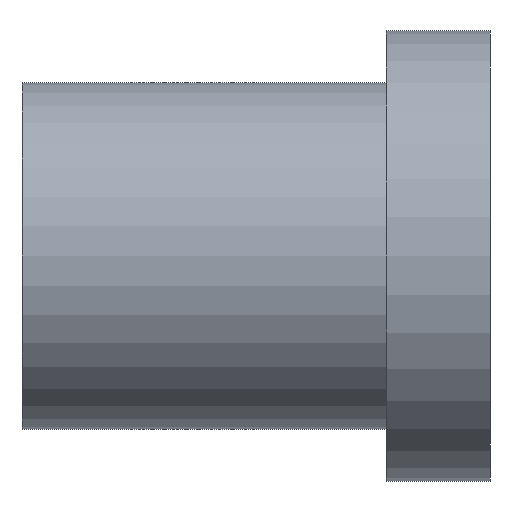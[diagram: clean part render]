
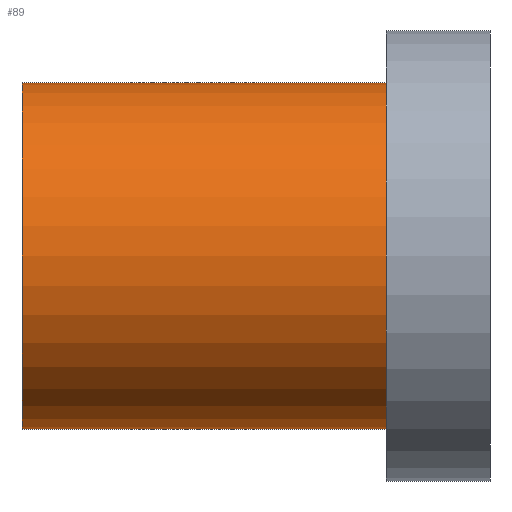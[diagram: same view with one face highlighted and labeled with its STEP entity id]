
A CAD part, front view. The second image highlights one B-rep face of the part: STEP entity #89.
In plain terms, the highlighted cylindrical face has radius 5 mm (diameter 10 mm), a full revolution.
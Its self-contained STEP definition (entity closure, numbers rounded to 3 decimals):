
#16=LINE('',#171,#18);
#18=VECTOR('',#146,5.);
#20=CYLINDRICAL_SURFACE('',#116,5.);
#32=FACE_OUTER_BOUND('',#41,.T.);
#41=EDGE_LOOP('',(#78,#79,#80,#81));
#47=CIRCLE('',#112,5.);
#49=CIRCLE('',#117,5.);
#53=VERTEX_POINT('',#162);
#55=VERTEX_POINT('',#170);
#60=EDGE_CURVE('',#53,#53,#47,.T.);
#63=EDGE_CURVE('',#53,#55,#16,.T.);
#64=EDGE_CURVE('',#55,#55,#49,.T.);
#78=ORIENTED_EDGE('',*,*,#60,.F.);
#79=ORIENTED_EDGE('',*,*,#63,.T.);
#80=ORIENTED_EDGE('',*,*,#64,.T.);
#81=ORIENTED_EDGE('',*,*,#63,.F.);
#89=ADVANCED_FACE('',(#32),#20,.T.);
#112=AXIS2_PLACEMENT_3D('',#163,#135,#136);
#116=AXIS2_PLACEMENT_3D('',#169,#144,#145);
#117=AXIS2_PLACEMENT_3D('',#172,#147,#148);
#135=DIRECTION('center_axis',(1.,0.,0.));
#136=DIRECTION('ref_axis',(0.,1.,0.));
#144=DIRECTION('center_axis',(1.,0.,0.));
#145=DIRECTION('ref_axis',(0.,1.,0.));
#146=DIRECTION('',(-1.,0.,0.));
#147=DIRECTION('center_axis',(1.,0.,0.));
#148=DIRECTION('ref_axis',(0.,1.,0.));
#162=CARTESIAN_POINT('',(10.5,0.,5.));
#163=CARTESIAN_POINT('Origin',(10.5,5.,5.));
#169=CARTESIAN_POINT('Origin',(0.,5.,5.));
#170=CARTESIAN_POINT('',(0.,0.,5.));
#171=CARTESIAN_POINT('',(0.,0.,5.));
#172=CARTESIAN_POINT('Origin',(0.,5.,5.));
